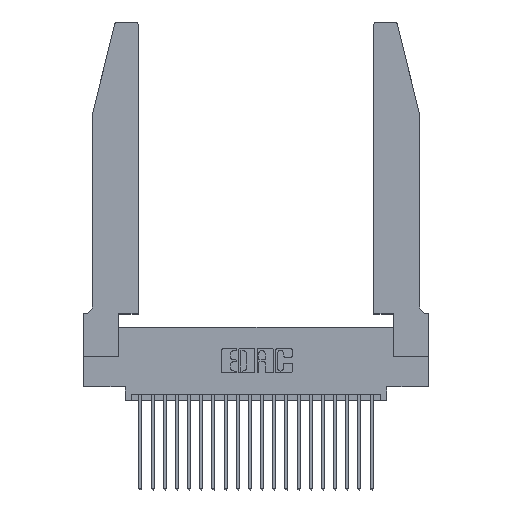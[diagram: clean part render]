
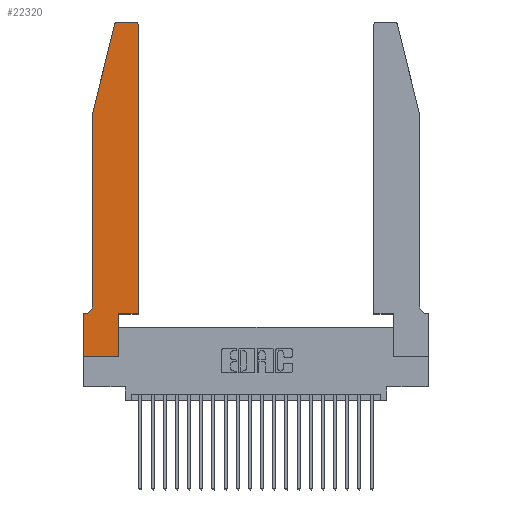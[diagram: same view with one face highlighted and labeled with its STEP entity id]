
A CAD part, top view. The second image highlights one B-rep face of the part: STEP entity #22320.
In plain terms, the highlighted planar face has unit normal (0, 0, 1).
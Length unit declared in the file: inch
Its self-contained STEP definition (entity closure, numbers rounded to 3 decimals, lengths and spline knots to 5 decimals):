
#244 = VERTEX_POINT ( 'NONE', #10878 ) ;
#281 = CARTESIAN_POINT ( 'NONE',  ( 0.4205, 2.72, 0.37 ) ) ;
#331 = VECTOR ( 'NONE', #4956, 39.37008 ) ;
#409 = VERTEX_POINT ( 'NONE', #1196 ) ;
#507 = VERTEX_POINT ( 'NONE', #16317 ) ;
#541 = ORIENTED_EDGE ( 'NONE', *, *, #12110, .T. ) ;
#545 = DIRECTION ( 'NONE',  ( 1., 0., 0. ) ) ;
#930 = VERTEX_POINT ( 'NONE', #15951 ) ;
#1020 = DIRECTION ( 'NONE',  ( -1., 0., 0. ) ) ;
#1196 = CARTESIAN_POINT ( 'NONE',  ( 0.0055, 0.35, 0.37 ) ) ;
#2151 = DIRECTION ( 'NONE',  ( 1., 0., 0. ) ) ;
#2199 = CARTESIAN_POINT ( 'NONE',  ( 0.2865, 0.35, 0.37 ) ) ;
#2303 = CARTESIAN_POINT ( 'NONE',  ( 0.0055, 0.42, 0.37 ) ) ;
#2564 = ORIENTED_EDGE ( 'NONE', *, *, #12466, .T. ) ;
#3131 = LINE ( 'NONE', #19153, #12305 ) ;
#3153 = ORIENTED_EDGE ( 'NONE', *, *, #5691, .T. ) ;
#4179 = DIRECTION ( 'NONE',  ( -1., 0., 0. ) ) ;
#4956 = DIRECTION ( 'NONE',  ( 1., 0., 0. ) ) ;
#4984 = CARTESIAN_POINT ( 'NONE',  ( 0., 0., 0.37 ) ) ;
#5137 = DIRECTION ( 'NONE',  ( 0., -1., 0. ) ) ;
#5627 = EDGE_CURVE ( 'NONE', #930, #10332, #14561, .T. ) ;
#5691 = EDGE_CURVE ( 'NONE', #11992, #507, #21344, .T. ) ;
#5866 = CIRCLE ( 'NONE', #14962, 0.03 ) ;
#6041 = ORIENTED_EDGE ( 'NONE', *, *, #9144, .T. ) ;
#6047 = CARTESIAN_POINT ( 'NONE',  ( 0., 0.35, 0.37 ) ) ;
#6407 = VECTOR ( 'NONE', #17727, 39.37008 ) ;
#6481 = VERTEX_POINT ( 'NONE', #2199 ) ;
#6973 = LINE ( 'NONE', #21743, #16064 ) ;
#7148 = EDGE_CURVE ( 'NONE', #18463, #12932, #8277, .T. ) ;
#7179 = FACE_OUTER_BOUND ( 'NONE', #23180, .T. ) ;
#7512 = CARTESIAN_POINT ( 'NONE',  ( 0.4205, 2.75, 0.37 ) ) ;
#7964 = CARTESIAN_POINT ( 'NONE',  ( 0.0755, 0.35, 0.37 ) ) ;
#8053 = ORIENTED_EDGE ( 'NONE', *, *, #11601, .T. ) ;
#8255 = LINE ( 'NONE', #7964, #17329 ) ;
#8277 = CIRCLE ( 'NONE', #21301, 0.03 ) ;
#8613 = VECTOR ( 'NONE', #14077, 39.37008 ) ;
#8782 = EDGE_CURVE ( 'NONE', #18211, #18463, #18117, .T. ) ;
#9144 = EDGE_CURVE ( 'NONE', #19251, #18211, #5866, .T. ) ;
#9232 = ORIENTED_EDGE ( 'NONE', *, *, #5627, .T. ) ;
#9402 = AXIS2_PLACEMENT_3D ( 'NONE', #2303, #15096, #4179 ) ;
#9672 = CARTESIAN_POINT ( 'NONE',  ( 0.284, 2.72, 0.37 ) ) ;
#9794 = ORIENTED_EDGE ( 'NONE', *, *, #20310, .T. ) ;
#9816 = DIRECTION ( 'NONE',  ( -1., 0., 0. ) ) ;
#10332 = VERTEX_POINT ( 'NONE', #23566 ) ;
#10725 = LINE ( 'NONE', #19566, #6407 ) ;
#10878 = CARTESIAN_POINT ( 'NONE',  ( 0.4505, 0.35, 0.37 ) ) ;
#10930 = DIRECTION ( 'NONE',  ( 0., 1., 0. ) ) ;
#11492 = DIRECTION ( 'NONE',  ( 1., 0., 0. ) ) ;
#11589 = DIRECTION ( 'NONE',  ( 0., 0., 1. ) ) ;
#11601 = EDGE_CURVE ( 'NONE', #507, #409, #19245, .T. ) ;
#11850 = VERTEX_POINT ( 'NONE', #15876 ) ;
#11992 = VERTEX_POINT ( 'NONE', #18229 ) ;
#12110 = EDGE_CURVE ( 'NONE', #244, #19251, #22856, .T. ) ;
#12305 = VECTOR ( 'NONE', #20972, 39.37008 ) ;
#12466 = EDGE_CURVE ( 'NONE', #12932, #11992, #10725, .T. ) ;
#12762 = VECTOR ( 'NONE', #1020, 39.37008 ) ;
#12916 = EDGE_CURVE ( 'NONE', #10332, #6481, #6973, .T. ) ;
#12932 = VERTEX_POINT ( 'NONE', #16372 ) ;
#13146 = DIRECTION ( 'NONE',  ( 0., 0., 1. ) ) ;
#13189 = CARTESIAN_POINT ( 'NONE',  ( 0.4505, 0.35, 0.37 ) ) ;
#13827 = ORIENTED_EDGE ( 'NONE', *, *, #12916, .T. ) ;
#14057 = CARTESIAN_POINT ( 'NONE',  ( 0.4505, 0.35, 0.37 ) ) ;
#14077 = DIRECTION ( 'NONE',  ( 1., 0., 0. ) ) ;
#14387 = LINE ( 'NONE', #14057, #331 ) ;
#14561 = LINE ( 'NONE', #4984, #8613 ) ;
#14848 = AXIS2_PLACEMENT_3D ( 'NONE', #6047, #11589, #545 ) ;
#14962 = AXIS2_PLACEMENT_3D ( 'NONE', #281, #13146, #2151 ) ;
#15096 = DIRECTION ( 'NONE',  ( 0., 0., -1. ) ) ;
#15566 = CARTESIAN_POINT ( 'NONE',  ( 0.284, 2.75, 0.37 ) ) ;
#15876 = CARTESIAN_POINT ( 'NONE',  ( 0., 0.35, 0.37 ) ) ;
#15951 = CARTESIAN_POINT ( 'NONE',  ( 0., 0., 0.37 ) ) ;
#16046 = CARTESIAN_POINT ( 'NONE',  ( 0.0755, 2., 0.37 ) ) ;
#16064 = VECTOR ( 'NONE', #10930, 39.37008 ) ;
#16317 = CARTESIAN_POINT ( 'NONE',  ( 0.0755, 0.42, 0.37 ) ) ;
#16372 = CARTESIAN_POINT ( 'NONE',  ( 0.25487, 2.72718, 0.37 ) ) ;
#16530 = VECTOR ( 'NONE', #5137, 39.37008 ) ;
#16563 = ORIENTED_EDGE ( 'NONE', *, *, #7148, .T. ) ;
#17194 = EDGE_CURVE ( 'NONE', #409, #11850, #8255, .T. ) ;
#17329 = VECTOR ( 'NONE', #9816, 39.37008 ) ;
#17414 = CARTESIAN_POINT ( 'NONE',  ( 0.2605, 2.75, 0.37 ) ) ;
#17699 = ORIENTED_EDGE ( 'NONE', *, *, #17194, .T. ) ;
#17727 = DIRECTION ( 'NONE',  ( -0.239, -0.971, 0. ) ) ;
#18083 = VECTOR ( 'NONE', #18620, 39.37008 ) ;
#18117 = LINE ( 'NONE', #17414, #12762 ) ;
#18211 = VERTEX_POINT ( 'NONE', #7512 ) ;
#18229 = CARTESIAN_POINT ( 'NONE',  ( 0.0755, 2., 0.37 ) ) ;
#18463 = VERTEX_POINT ( 'NONE', #15566 ) ;
#18620 = DIRECTION ( 'NONE',  ( 0., 1., 0. ) ) ;
#19153 = CARTESIAN_POINT ( 'NONE',  ( 0., 0., 0.37 ) ) ;
#19245 = CIRCLE ( 'NONE', #9402, 0.07 ) ;
#19251 = VERTEX_POINT ( 'NONE', #21694 ) ;
#19566 = CARTESIAN_POINT ( 'NONE',  ( 0.0755, 2., 0.37 ) ) ;
#20310 = EDGE_CURVE ( 'NONE', #6481, #244, #14387, .T. ) ;
#20805 = ORIENTED_EDGE ( 'NONE', *, *, #8782, .T. ) ;
#20972 = DIRECTION ( 'NONE',  ( 0., -1., 0. ) ) ;
#21301 = AXIS2_PLACEMENT_3D ( 'NONE', #9672, #22273, #11492 ) ;
#21344 = LINE ( 'NONE', #16046, #16530 ) ;
#21694 = CARTESIAN_POINT ( 'NONE',  ( 0.4505, 2.72, 0.37 ) ) ;
#21743 = CARTESIAN_POINT ( 'NONE',  ( 0.2865, 0.35, 0.37 ) ) ;
#22273 = DIRECTION ( 'NONE',  ( 0., 0., 1. ) ) ;
#22320 = ADVANCED_FACE ( 'NONE', ( #7179 ), #22378, .T. ) ;
#22378 = PLANE ( 'NONE',  #14848 ) ;
#22466 = EDGE_CURVE ( 'NONE', #11850, #930, #3131, .T. ) ;
#22856 = LINE ( 'NONE', #13189, #18083 ) ;
#23041 = ORIENTED_EDGE ( 'NONE', *, *, #22466, .T. ) ;
#23180 = EDGE_LOOP ( 'NONE', ( #20805, #16563, #2564, #3153, #8053, #17699, #23041, #9232, #13827, #9794, #541, #6041 ) ) ;
#23566 = CARTESIAN_POINT ( 'NONE',  ( 0.2865, 0., 0.37 ) ) ;
